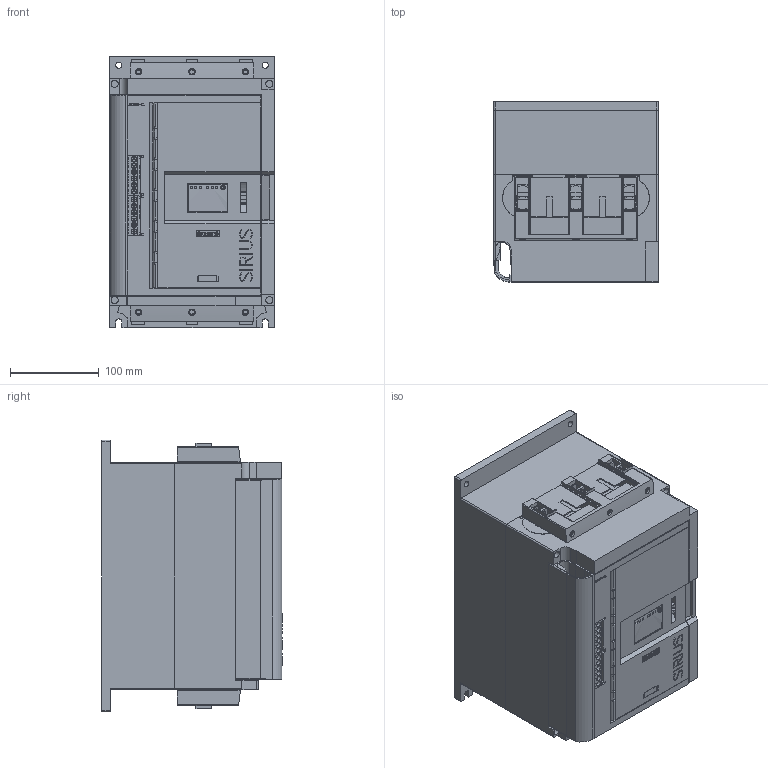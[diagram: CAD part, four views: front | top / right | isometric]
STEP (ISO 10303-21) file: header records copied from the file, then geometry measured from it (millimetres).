
FILE_DESCRIPTION(('no description'),'unknown implementation level');
FILE_NAME('3RW5226-1TC04_3D_v.stp',' ',('SIEMENS A&D'),('CADClick - KiM GmbH - www.kimweb.de'),'unknown preprocess','ACIS','unknown authorization');
FILE_SCHEMA(('automotive_design'));
Length unit declared in the file: millimetre
Products named in the file (1): 1
Bounding box: 185 x 203.5 x 305.6 mm (x, y, z)
Volume: 9252751.5 mm3; surface area: 577026.8 mm2
Topology: 1 solids, 7 shells, 3109 faces, 8865 edges, 5819 vertices
Faces by surface type: plane 2151, cylinder 690, cone 176, torus 74, revolution 12, sphere 6
Entity records: 205872 total; most frequent: CARTESIAN_POINT 25791, STYLED_ITEM 17782, PRESENTATION_STYLE_ASSIGNMENT 17782, COLOUR_RGB 17782, ORIENTED_EDGE 17706, DIRECTION 16414, EDGE_CURVE 8853, CURVE_STYLE 8853
